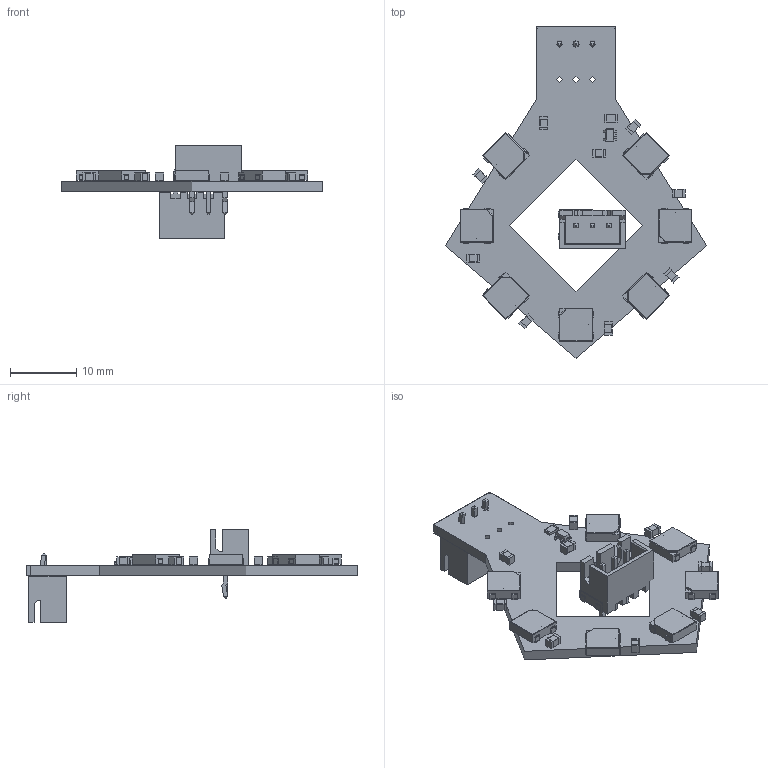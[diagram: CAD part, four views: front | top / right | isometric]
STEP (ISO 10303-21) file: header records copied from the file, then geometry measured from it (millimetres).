
FILE_DESCRIPTION(('FreeCAD Model'),'2;1');
FILE_NAME('Open CASCADE Shape Model','2025-05-14T10:00:29',(''),(''), 'Open CASCADE STEP processor 7.7','FreeCAD','Unknown');
FILE_SCHEMA(('AP242_MANAGED_MODEL_BASED_3D_ENGINEERING_MIM_LF. {1 0 10303 442 1 1 4 }'));
Length unit declared in the file: millimetre
Products named in the file (46): top_ring_light; SOLID; X_Axis; LED_WS2812B_PLCC4_5.0x5.0mm_P3.2mm; XZ_Plane; SOLID001; LED_WS2812B_PLCC4_5.0x5.0mm_P3.2mm001; SOLID002; LED_WS2812B_PLCC4_5.0x5.0mm_P3.2mm002; SOLID003; LED_WS2812B_PLCC4_5.0x5.0mm_P3.2mm003; SOLID004; LED_WS2812B_PLCC4_5.0x5.0mm_P3.2mm004; SOLID005; LED_WS2812B_PLCC4_5.0x5.0mm_P3.2mm005; SOLID006; LED_WS2812B_PLCC4_5.0x5.0mm_P3.2mm006; SOLID007; C_0805_2012Metric; SOLID008; C_0805_2012Metric001; SOLID009; C_0805_2012Metric002; SOLID010; C_0805_2012Metric003; SOLID011; C_0805_2012Metric004; SOLID012; C_0805_2012Metric005; SOLID013; C_0805_2012Metric006; SOLID015; R_0805_2012Metric; SOLID016; SOT-353_SC-70-5; SOLID017; C_0805_2012Metric007; SOLID018; C_0805_2012Metric008; bottom-ring-light ...
Assembly tree (208 placements, depth 4):
  top_ring_light
    SOLID
    X_Axis  x63
    LED_WS2812B_PLCC4_5.0x5.0mm_P3.2mm
      SOLID
    XZ_Plane  x63
    SOLID001
    LED_WS2812B_PLCC4_5.0x5.0mm_P3.2mm001
      SOLID001
    SOLID002
    LED_WS2812B_PLCC4_5.0x5.0mm_P3.2mm002
      SOLID002
    SOLID003
    LED_WS2812B_PLCC4_5.0x5.0mm_P3.2mm003
      SOLID003
    SOLID004
    LED_WS2812B_PLCC4_5.0x5.0mm_P3.2mm004
      SOLID004
    SOLID005
    LED_WS2812B_PLCC4_5.0x5.0mm_P3.2mm005
      SOLID005
    SOLID006
    LED_WS2812B_PLCC4_5.0x5.0mm_P3.2mm006
      SOLID006
    SOLID007
    C_0805_2012Metric
      SOLID007
    SOLID008
    C_0805_2012Metric001
      SOLID008
    SOLID009
    C_0805_2012Metric002
      SOLID009
    SOLID010
    C_0805_2012Metric003
      SOLID010
    SOLID011
    C_0805_2012Metric004
      SOLID011
    SOLID012
    C_0805_2012Metric005
      SOLID012
    SOLID013
    C_0805_2012Metric006
      SOLID013
    SOLID015
    R_0805_2012Metric
      SOLID015
    SOLID016
    SOT-353_SC-70-5
      SOLID016
    SOLID017
    C_0805_2012Metric007
      SOLID017
    SOLID018
    C_0805_2012Metric008
      SOLID018
    bottom-ring-light
      LED_WS2812B_PLCC4_5.0x5.0mm_P3.2mm
        SOLID
Bounding box: 39.54 x 50.25 x 14.05 mm (x, y, z)
Volume: 8227.3 mm3; surface area: 13871.3 mm2
Topology: 61 solids, 61 shells, 2983 faces, 8276 edges, 5365 vertices
Faces by surface type: bspline 2925, cylinder 38, plane 20
Full cylindrical faces by diameter (mm): 0.96 x24, 20 x4
Entity records: 38828 total; most frequent: CARTESIAN_POINT 12847, ORIENTED_EDGE 5590, EDGE_CURVE 2795, B_SPLINE_CURVE_WITH_KNOTS 2124, VERTEX_POINT 1824, FACE_BOUND 1119, EDGE_LOOP 1119, ADVANCED_FACE 1018
